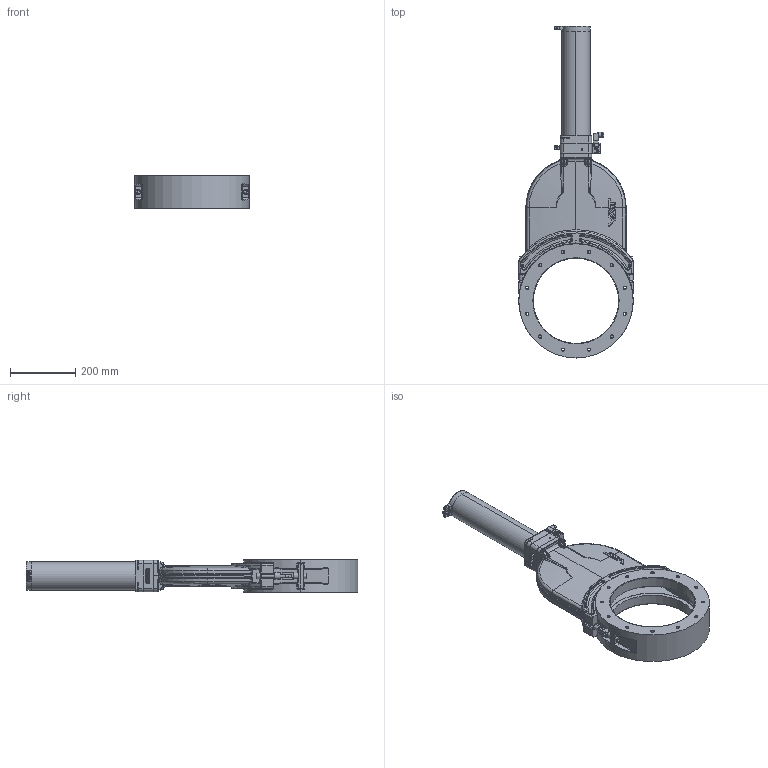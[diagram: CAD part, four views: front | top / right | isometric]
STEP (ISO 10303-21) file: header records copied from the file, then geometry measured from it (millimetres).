
FILE_DESCRIPTION (( 'STEP AP214' ), '1' );
FILE_NAME ('PFE58501.step', '2017-07-10T11:07:47', ( 'install' ), ( '' ), 'SwSTEP 2.0', 'SolidWorks 2015', '' );
FILE_SCHEMA (( 'AUTOMOTIVE_DESIGN' ));
Length unit declared in the file: millimetre
Products named in the file (1): PFE58501
Bounding box: 352 x 1017.4 x 100 mm (x, y, z)
Surface area: 879802.2 mm2 (no closed solid volume)
Topology: 0 solids, 54 shells, 1265 faces, 3942 edges, 2606 vertices
Faces by surface type: bspline 362, cylinder 353, plane 329, cone 120, torus 93, sphere 8
Entity records: 79030 total; most frequent: CARTESIAN_POINT 46020, ORIENTED_EDGE 6490, DIRECTION 5222, EDGE_CURVE 3893, VERTEX_POINT 2607, AXIS2_PLACEMENT_3D 1981, B_SPLINE_CURVE_WITH_KNOTS 1508, EDGE_LOOP 1434
